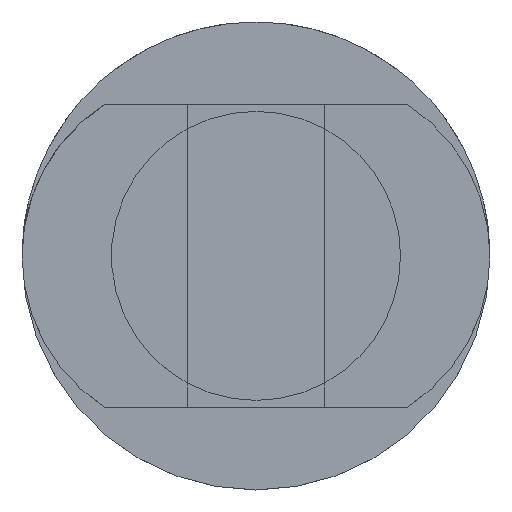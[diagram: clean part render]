
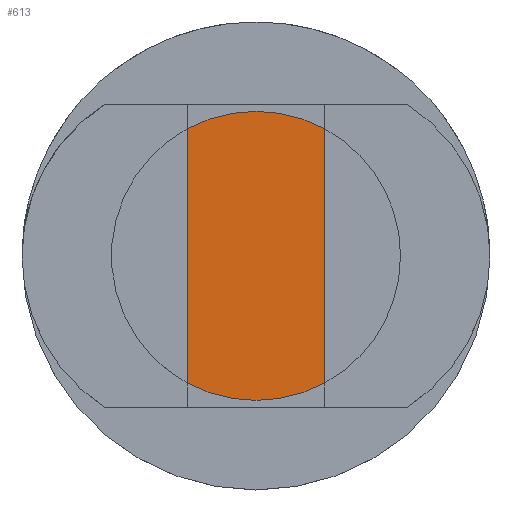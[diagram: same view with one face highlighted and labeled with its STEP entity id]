
A CAD part, top view. The second image highlights one B-rep face of the part: STEP entity #613.
In plain terms, the highlighted planar face has unit normal (0, 0, 1).
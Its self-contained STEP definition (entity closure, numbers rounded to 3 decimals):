
#403 = VERTEX_POINT('',#404);
#404 = CARTESIAN_POINT('',(-2.5,-4.617,2.1));
#426 = VERTEX_POINT('',#427);
#427 = CARTESIAN_POINT('',(-2.5,4.617,2.1));
#469 = VERTEX_POINT('',#470);
#470 = CARTESIAN_POINT('',(2.5,4.617,2.1));
#493 = EDGE_CURVE('',#469,#426,#494,.T.);
#494 = CIRCLE('',#495,5.25);
#495 = AXIS2_PLACEMENT_3D('',#496,#497,#498);
#496 = CARTESIAN_POINT('',(0.,0.,2.1));
#497 = DIRECTION('',(0.,0.,1.));
#498 = DIRECTION('',(1.,0.,0.));
#536 = VERTEX_POINT('',#537);
#537 = CARTESIAN_POINT('',(2.5,-4.617,2.1));
#576 = EDGE_CURVE('',#403,#536,#577,.T.);
#577 = CIRCLE('',#578,5.25);
#578 = AXIS2_PLACEMENT_3D('',#579,#580,#581);
#579 = CARTESIAN_POINT('',(0.,0.,2.1));
#580 = DIRECTION('',(0.,0.,1.));
#581 = DIRECTION('',(1.,0.,0.));
#602 = EDGE_CURVE('',#403,#426,#603,.T.);
#603 = LINE('',#604,#605);
#604 = CARTESIAN_POINT('',(-2.5,-5.5,2.1));
#605 = VECTOR('',#606,1.);
#606 = DIRECTION('',(0.,1.,0.));
#613 = ADVANCED_FACE('',(#614),#625,.T.);
#614 = FACE_BOUND('',#615,.T.);
#615 = EDGE_LOOP('',(#616,#622,#623,#624));
#616 = ORIENTED_EDGE('',*,*,#617,.F.);
#617 = EDGE_CURVE('',#469,#536,#618,.T.);
#618 = LINE('',#619,#620);
#619 = CARTESIAN_POINT('',(2.5,5.5,2.1));
#620 = VECTOR('',#621,1.);
#621 = DIRECTION('',(0.,-1.,0.));
#622 = ORIENTED_EDGE('',*,*,#493,.T.);
#623 = ORIENTED_EDGE('',*,*,#602,.F.);
#624 = ORIENTED_EDGE('',*,*,#576,.T.);
#625 = PLANE('',#626);
#626 = AXIS2_PLACEMENT_3D('',#627,#628,#629);
#627 = CARTESIAN_POINT('',(0.,0.,2.1));
#628 = DIRECTION('',(0.,0.,1.));
#629 = DIRECTION('',(1.,0.,0.));
